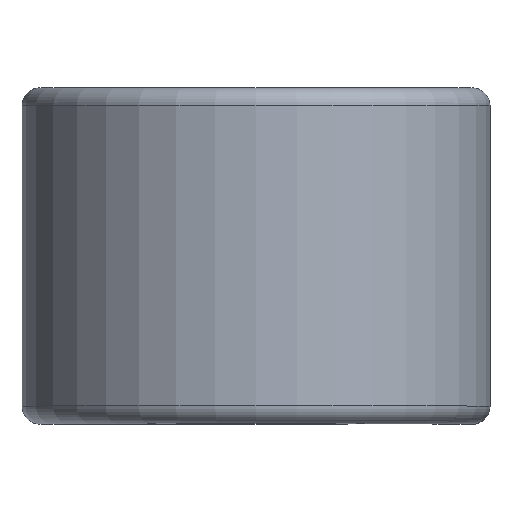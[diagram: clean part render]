
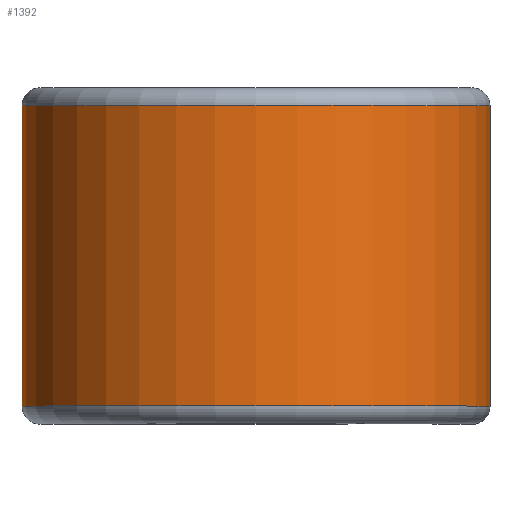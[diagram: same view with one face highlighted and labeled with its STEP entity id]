
A CAD part, top view. The second image highlights one B-rep face of the part: STEP entity #1392.
In plain terms, the highlighted cylindrical face has radius 9.944 mm (diameter 19.888 mm), a partial arc.
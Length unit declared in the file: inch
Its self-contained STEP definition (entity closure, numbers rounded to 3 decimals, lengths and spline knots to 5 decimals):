
#145 = DIRECTION ( 'NONE',  ( 0., 0., -1. ) ) ;
#209 = DIRECTION ( 'NONE',  ( 0., 0., -1. ) ) ;
#235 = AXIS2_PLACEMENT_3D ( 'NONE', #2362, #1295, #1287 ) ;
#295 = EDGE_CURVE ( 'NONE', #2131, #713, #336, .T. ) ;
#326 = EDGE_CURVE ( 'NONE', #713, #420, #1546, .T. ) ;
#336 = CIRCLE ( 'NONE', #235, 0.3915 ) ;
#384 = CARTESIAN_POINT ( 'NONE',  ( 0., 0.25125, -0.3915 ) ) ;
#420 = VERTEX_POINT ( 'NONE', #1383 ) ;
#455 = DIRECTION ( 'NONE',  ( 0., 1., 0. ) ) ;
#542 = LINE ( 'NONE', #1615, #2039 ) ;
#587 = AXIS2_PLACEMENT_3D ( 'NONE', #1282, #1719, #209 ) ;
#598 = EDGE_LOOP ( 'NONE', ( #633, #1852, #2356, #603 ) ) ;
#603 = ORIENTED_EDGE ( 'NONE', *, *, #295, .F. ) ;
#633 = ORIENTED_EDGE ( 'NONE', *, *, #1884, .T. ) ;
#713 = VERTEX_POINT ( 'NONE', #2211 ) ;
#865 = AXIS2_PLACEMENT_3D ( 'NONE', #2440, #1203, #145 ) ;
#873 = CARTESIAN_POINT ( 'NONE',  ( 0.3915, -0.25125, 0. ) ) ;
#1004 = VERTEX_POINT ( 'NONE', #1521 ) ;
#1013 = VECTOR ( 'NONE', #2322, 39.37008 ) ;
#1203 = DIRECTION ( 'NONE',  ( 0., -1., 0. ) ) ;
#1261 = FACE_OUTER_BOUND ( 'NONE', #598, .T. ) ;
#1282 = CARTESIAN_POINT ( 'NONE',  ( 0., 0.25, 0. ) ) ;
#1287 = DIRECTION ( 'NONE',  ( 0., 0., -1. ) ) ;
#1293 = CIRCLE ( 'NONE', #865, 0.3915 ) ;
#1295 = DIRECTION ( 'NONE',  ( 0., -1., 0. ) ) ;
#1383 = CARTESIAN_POINT ( 'NONE',  ( 0., 0.25125, -0.3915 ) ) ;
#1392 = ADVANCED_FACE ( 'NONE', ( #1261 ), #2113, .T. ) ;
#1521 = CARTESIAN_POINT ( 'NONE',  ( 0.3915, 0.25125, 0. ) ) ;
#1546 = LINE ( 'NONE', #384, #1013 ) ;
#1615 = CARTESIAN_POINT ( 'NONE',  ( 0.3915, 0.25125, 0. ) ) ;
#1719 = DIRECTION ( 'NONE',  ( 0., -1., 0. ) ) ;
#1759 = EDGE_CURVE ( 'NONE', #1004, #420, #1293, .T. ) ;
#1852 = ORIENTED_EDGE ( 'NONE', *, *, #1759, .T. ) ;
#1884 = EDGE_CURVE ( 'NONE', #2131, #1004, #542, .T. ) ;
#2039 = VECTOR ( 'NONE', #455, 39.37008 ) ;
#2113 = CYLINDRICAL_SURFACE ( 'NONE', #587, 0.3915 ) ;
#2131 = VERTEX_POINT ( 'NONE', #873 ) ;
#2211 = CARTESIAN_POINT ( 'NONE',  ( 0., -0.25125, -0.3915 ) ) ;
#2322 = DIRECTION ( 'NONE',  ( 0., 1., 0. ) ) ;
#2356 = ORIENTED_EDGE ( 'NONE', *, *, #326, .F. ) ;
#2362 = CARTESIAN_POINT ( 'NONE',  ( 0., -0.25125, 0. ) ) ;
#2440 = CARTESIAN_POINT ( 'NONE',  ( 0., 0.25125, 0. ) ) ;
